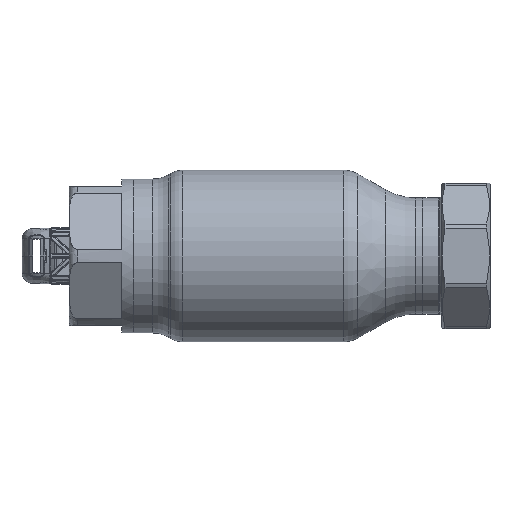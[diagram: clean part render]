
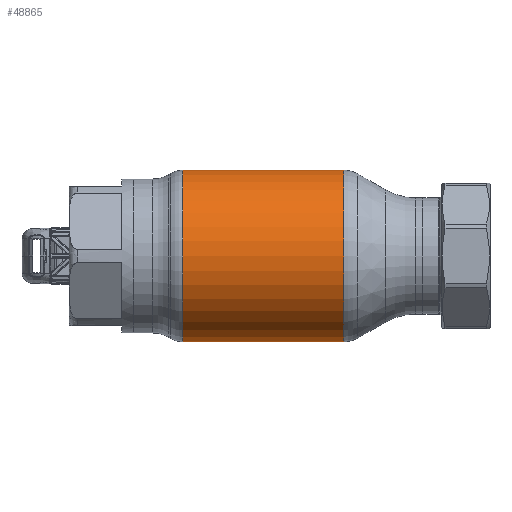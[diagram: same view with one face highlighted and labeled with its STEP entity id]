
A CAD part, front view. The second image highlights one B-rep face of the part: STEP entity #48865.
In plain terms, the highlighted cylindrical face has radius 42.5 mm (diameter 85 mm), a partial arc.
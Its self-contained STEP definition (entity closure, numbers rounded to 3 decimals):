
#256 = CARTESIAN_POINT ( 'NONE',  ( 39.749, 0., -42.5 ) ) ;
#1262 = CIRCLE ( 'NONE', #12040, 42.5 ) ;
#1488 = CARTESIAN_POINT ( 'NONE',  ( 39.749, 0., 42.5 ) ) ;
#4207 = AXIS2_PLACEMENT_3D ( 'NONE', #55862, #5139, #30096 ) ;
#5139 = DIRECTION ( 'NONE',  ( 1., 0., 0. ) ) ;
#6836 = CARTESIAN_POINT ( 'NONE',  ( 62.69, 0., 0. ) ) ;
#8172 = AXIS2_PLACEMENT_3D ( 'NONE', #6836, #21998, #26657 ) ;
#10551 = LINE ( 'NONE', #41069, #59203 ) ;
#10956 = DIRECTION ( 'NONE',  ( 1., 0., 0. ) ) ;
#12040 = AXIS2_PLACEMENT_3D ( 'NONE', #47102, #61581, #22313 ) ;
#15367 = EDGE_LOOP ( 'NONE', ( #25045, #57681, #27089, #33545 ) ) ;
#18537 = EDGE_CURVE ( 'NONE', #24612, #61161, #10551, .T. ) ;
#21998 = DIRECTION ( 'NONE',  ( 1., 0., 0. ) ) ;
#22313 = DIRECTION ( 'NONE',  ( 0., 0., -1. ) ) ;
#23256 = EDGE_CURVE ( 'NONE', #24612, #49832, #1262, .T. ) ;
#24612 = VERTEX_POINT ( 'NONE', #25570 ) ;
#25045 = ORIENTED_EDGE ( 'NONE', *, *, #18537, .F. ) ;
#25570 = CARTESIAN_POINT ( 'NONE',  ( -39.749, 0., 42.5 ) ) ;
#26657 = DIRECTION ( 'NONE',  ( 0., 0., -1. ) ) ;
#27089 = ORIENTED_EDGE ( 'NONE', *, *, #29229, .T. ) ;
#29229 = EDGE_CURVE ( 'NONE', #49832, #64914, #44147, .T. ) ;
#30096 = DIRECTION ( 'NONE',  ( 0., 0., -1. ) ) ;
#30816 = EDGE_CURVE ( 'NONE', #61161, #64914, #63469, .T. ) ;
#33545 = ORIENTED_EDGE ( 'NONE', *, *, #30816, .F. ) ;
#41069 = CARTESIAN_POINT ( 'NONE',  ( 62.69, 0., 42.5 ) ) ;
#41796 = VECTOR ( 'NONE', #52706, 1000. ) ;
#44147 = LINE ( 'NONE', #46580, #41796 ) ;
#46580 = CARTESIAN_POINT ( 'NONE',  ( 62.69, 0., -42.5 ) ) ;
#47102 = CARTESIAN_POINT ( 'NONE',  ( -39.749, 0., 0. ) ) ;
#48865 = ADVANCED_FACE ( 'NONE', ( #57482 ), #59800, .T. ) ;
#49832 = VERTEX_POINT ( 'NONE', #52767 ) ;
#52706 = DIRECTION ( 'NONE',  ( 1., 0., 0. ) ) ;
#52767 = CARTESIAN_POINT ( 'NONE',  ( -39.749, 0., -42.5 ) ) ;
#55862 = CARTESIAN_POINT ( 'NONE',  ( 39.749, 0., 0. ) ) ;
#57482 = FACE_OUTER_BOUND ( 'NONE', #15367, .T. ) ;
#57681 = ORIENTED_EDGE ( 'NONE', *, *, #23256, .T. ) ;
#59203 = VECTOR ( 'NONE', #10956, 1000. ) ;
#59800 = CYLINDRICAL_SURFACE ( 'NONE', #8172, 42.5 ) ;
#61161 = VERTEX_POINT ( 'NONE', #1488 ) ;
#61581 = DIRECTION ( 'NONE',  ( 1., 0., 0. ) ) ;
#63469 = CIRCLE ( 'NONE', #4207, 42.5 ) ;
#64914 = VERTEX_POINT ( 'NONE', #256 ) ;
